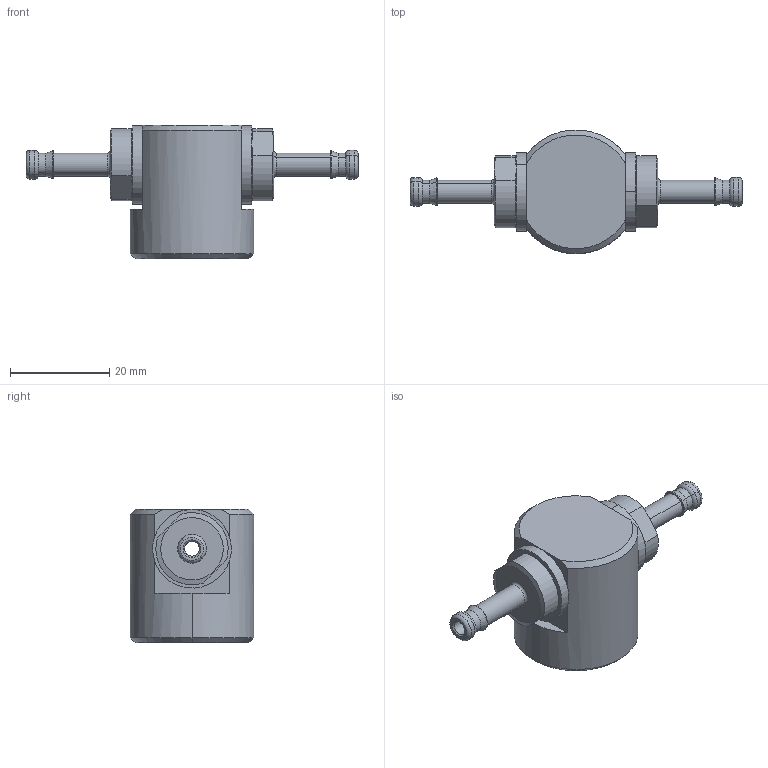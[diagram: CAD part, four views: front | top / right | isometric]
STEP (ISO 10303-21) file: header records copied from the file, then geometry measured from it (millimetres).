
FILE_DESCRIPTION (( 'STEP AP214' ), '1' );
FILE_NAME ('MA-PSA1405R.STEP', '2023-11-10T15:51:26', ( '' ), ( '' ), 'SwSTEP 2.0', 'SolidWorks 2022', '' );
FILE_SCHEMA (( 'AUTOMOTIVE_DESIGN' ));
Length unit declared in the file: millimetre
Products named in the file (4): adapter; GT10_05R; dr18hdes550111; MA-PSA1405R
Assembly tree (5 placements, depth 2):
  MA-PSA1405R
    adapter
    GT10_05R  x2
    dr18hdes550111  x2
Bounding box: 67.06 x 25 x 27 mm (x, y, z)
Volume: 12142.9 mm3; surface area: 7672.3 mm2
Topology: 7 solids, 7 shells, 156 faces, 351 edges, 216 vertices
Faces by surface type: cylinder 62, cone 48, plane 30, torus 16
Entity records: 2900 total; most frequent: CARTESIAN_POINT 573, DIRECTION 499, ORIENTED_EDGE 410, AXIS2_PLACEMENT_3D 214, EDGE_CURVE 205, VERTEX_POINT 126, CIRCLE 116, EDGE_LOOP 103
